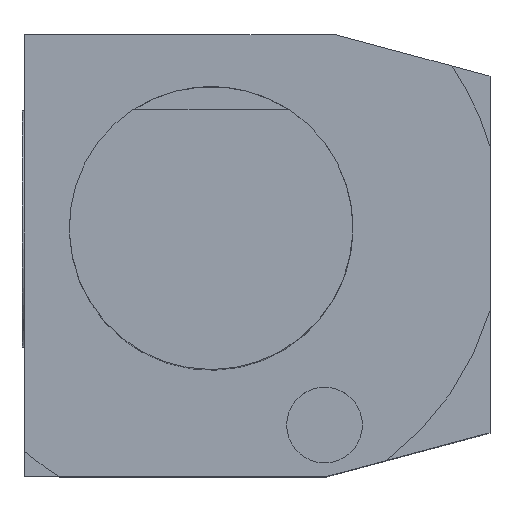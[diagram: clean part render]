
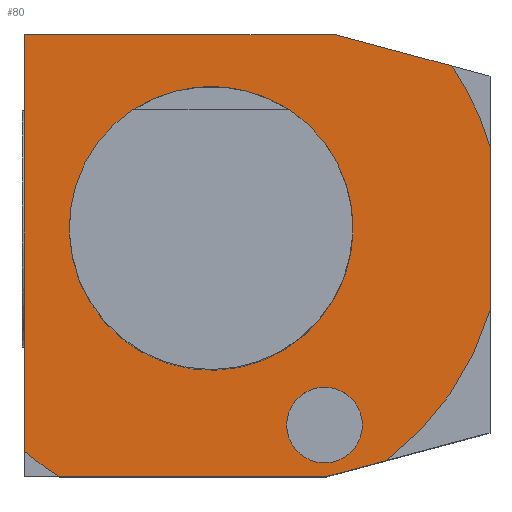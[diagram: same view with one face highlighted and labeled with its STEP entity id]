
A CAD part, top view. The second image highlights one B-rep face of the part: STEP entity #80.
In plain terms, the highlighted planar face has unit normal (0, 0, 1).
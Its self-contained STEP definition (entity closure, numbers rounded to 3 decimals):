
#80=ADVANCED_FACE('',(#254,#255,#256),#120,.F.);
#120=PLANE('',#709);
#144=LINE('',#989,#199);
#145=LINE('',#994,#200);
#146=LINE('',#996,#201);
#147=LINE('',#998,#202);
#148=LINE('',#1002,#203);
#149=LINE('',#1004,#204);
#199=VECTOR('',#786,1.);
#200=VECTOR('',#789,1.);
#201=VECTOR('',#790,1.);
#202=VECTOR('',#791,1.);
#203=VECTOR('',#794,1.);
#204=VECTOR('',#795,1.);
#254=FACE_BOUND('',#275,.T.);
#255=FACE_BOUND('',#276,.T.);
#256=FACE_BOUND('',#277,.T.);
#275=EDGE_LOOP('',(#326));
#276=EDGE_LOOP('',(#327,#328,#329,#330,#331,#332,#333,#334,#335));
#277=EDGE_LOOP('',(#336));
#326=ORIENTED_EDGE('',*,*,#563,.F.);
#327=ORIENTED_EDGE('',*,*,#564,.T.);
#328=ORIENTED_EDGE('',*,*,#565,.F.);
#329=ORIENTED_EDGE('',*,*,#566,.T.);
#330=ORIENTED_EDGE('',*,*,#567,.T.);
#331=ORIENTED_EDGE('',*,*,#568,.T.);
#332=ORIENTED_EDGE('',*,*,#569,.F.);
#333=ORIENTED_EDGE('',*,*,#570,.T.);
#334=ORIENTED_EDGE('',*,*,#571,.T.);
#335=ORIENTED_EDGE('',*,*,#572,.F.);
#336=ORIENTED_EDGE('',*,*,#573,.F.);
#502=VERTEX_POINT('',#988);
#503=VERTEX_POINT('',#990);
#504=VERTEX_POINT('',#991);
#505=VERTEX_POINT('',#993);
#506=VERTEX_POINT('',#995);
#507=VERTEX_POINT('',#997);
#508=VERTEX_POINT('',#999);
#509=VERTEX_POINT('',#1001);
#510=VERTEX_POINT('',#1003);
#511=VERTEX_POINT('',#1005);
#512=VERTEX_POINT('',#1008);
#563=EDGE_CURVE('',#502,#502,#651,.T.);
#564=EDGE_CURVE('',#503,#504,#144,.T.);
#565=EDGE_CURVE('',#505,#504,#652,.T.);
#566=EDGE_CURVE('',#505,#506,#145,.T.);
#567=EDGE_CURVE('',#506,#507,#146,.T.);
#568=EDGE_CURVE('',#507,#508,#147,.T.);
#569=EDGE_CURVE('',#509,#508,#653,.T.);
#570=EDGE_CURVE('',#509,#510,#148,.T.);
#571=EDGE_CURVE('',#510,#511,#149,.T.);
#572=EDGE_CURVE('',#503,#511,#654,.T.);
#573=EDGE_CURVE('',#512,#512,#655,.T.);
#651=CIRCLE('',#704,8.007);
#652=CIRCLE('',#705,61.5);
#653=CIRCLE('',#706,61.5);
#654=CIRCLE('',#707,61.5);
#655=CIRCLE('',#708,29.995);
#704=AXIS2_PLACEMENT_3D('',#987,#784,#785);
#705=AXIS2_PLACEMENT_3D('',#992,#787,#788);
#706=AXIS2_PLACEMENT_3D('',#1000,#792,#793);
#707=AXIS2_PLACEMENT_3D('',#1006,#796,#797);
#708=AXIS2_PLACEMENT_3D('',#1007,#798,#799);
#709=AXIS2_PLACEMENT_3D('',#1009,#800,#801);
#784=DIRECTION('',(0.,0.,1.));
#785=DIRECTION('',(0.,-1.,0.));
#786=DIRECTION('',(0.,1.,0.));
#787=DIRECTION('',(0.,0.,-1.));
#788=DIRECTION('',(0.,1.,0.));
#789=DIRECTION('',(-0.966,0.259,0.));
#790=DIRECTION('',(-1.,0.,0.));
#791=DIRECTION('',(0.,-1.,0.));
#792=DIRECTION('',(0.,0.,-1.));
#793=DIRECTION('',(0.,1.,0.));
#794=DIRECTION('',(1.,0.,0.));
#795=DIRECTION('',(0.966,0.259,0.));
#796=DIRECTION('',(0.,0.,-1.));
#797=DIRECTION('',(0.,1.,0.));
#798=DIRECTION('',(0.,0.,1.));
#799=DIRECTION('',(0.,1.,0.));
#800=DIRECTION('',(0.,0.,-1.));
#801=DIRECTION('',(0.,1.,0.));
#987=CARTESIAN_POINT('',(24.,-41.569,0.));
#988=CARTESIAN_POINT('',(24.,-49.576,0.));
#989=CARTESIAN_POINT('',(59.,61.5,0.));
#990=CARTESIAN_POINT('',(59.,-17.357,0.));
#991=CARTESIAN_POINT('',(59.,17.357,0.));
#992=CARTESIAN_POINT('',(0.,0.,0.));
#993=CARTESIAN_POINT('',(50.998,34.372,0.));
#994=CARTESIAN_POINT('',(-3.366,48.939,0.));
#995=CARTESIAN_POINT('',(26.262,41.,0.));
#996=CARTESIAN_POINT('',(0.,41.,0.));
#997=CARTESIAN_POINT('',(-39.5,41.,0.));
#998=CARTESIAN_POINT('',(-39.5,61.5,0.));
#999=CARTESIAN_POINT('',(-39.5,-47.138,0.));
#1000=CARTESIAN_POINT('',(0.,0.,0.));
#1001=CARTESIAN_POINT('',(-32.031,-52.5,0.));
#1002=CARTESIAN_POINT('',(0.,-52.5,0.));
#1003=CARTESIAN_POINT('',(24.298,-52.5,0.));
#1004=CARTESIAN_POINT('',(30.128,-50.938,0.));
#1005=CARTESIAN_POINT('',(37.058,-49.081,0.));
#1006=CARTESIAN_POINT('',(0.,0.,0.));
#1007=CARTESIAN_POINT('',(0.,0.,0.));
#1008=CARTESIAN_POINT('',(0.,29.995,0.));
#1009=CARTESIAN_POINT('',(0.,61.5,0.));
